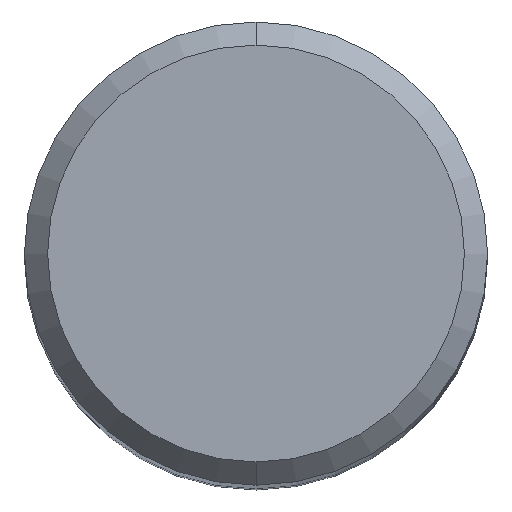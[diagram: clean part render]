
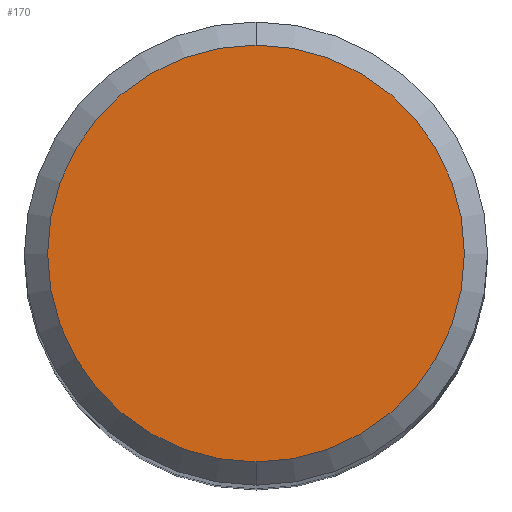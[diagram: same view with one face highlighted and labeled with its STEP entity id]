
A CAD part, top view. The second image highlights one B-rep face of the part: STEP entity #170.
In plain terms, the highlighted planar face has unit normal (0, 0, 1).
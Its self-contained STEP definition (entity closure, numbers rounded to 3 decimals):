
#156=EDGE_CURVE('',#312,#180,#421,.T.);
#158=EDGE_CURVE('',#180,#312,#423,.T.);
#170=ADVANCED_FACE('',(#435),#436,.T.);
#180=VERTEX_POINT('',#448);
#312=VERTEX_POINT('',#592);
#421=CIRCLE('',#704,5.4);
#423=CIRCLE('',#707,5.4);
#435=FACE_OUTER_BOUND('',#725,.T.);
#436=PLANE('',#726);
#448=CARTESIAN_POINT('',(0.,-5.4,0.0));
#592=CARTESIAN_POINT('',(0.0,5.4,0.0));
#704=AXIS2_PLACEMENT_3D('',#1331,#1332,#1333);
#707=AXIS2_PLACEMENT_3D('',#1334,#1335,#1336);
#725=EDGE_LOOP('',(#1341,#1342));
#726=AXIS2_PLACEMENT_3D('',#1343,#1344,#1345);
#1331=CARTESIAN_POINT('',(0.0,0.0,0.0));
#1332=DIRECTION('',(0.0,0.0,-1.0));
#1333=DIRECTION('',(0.0,1.0,0.0));
#1334=CARTESIAN_POINT('',(0.0,0.0,0.0));
#1335=DIRECTION('',(0.0,0.0,-1.0));
#1336=DIRECTION('',(0.0,1.0,0.0));
#1341=ORIENTED_EDGE('',*,*,#156,.F.);
#1342=ORIENTED_EDGE('',*,*,#158,.F.);
#1343=CARTESIAN_POINT('',(0.0,2.7,0.0));
#1344=DIRECTION('',(-0.0,0.0,1.0));
#1345=DIRECTION('',(0.0,-1.0,0.0));
